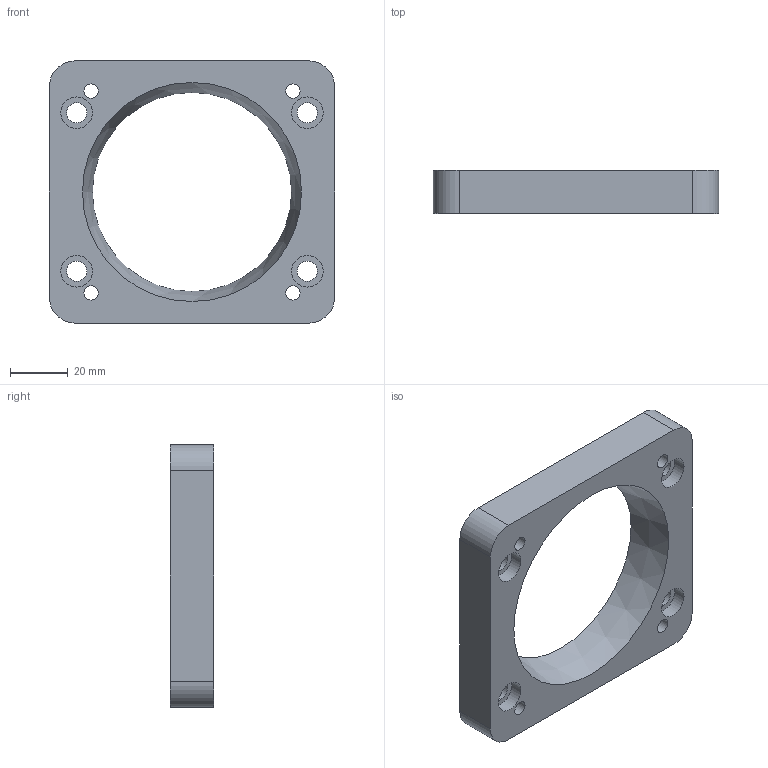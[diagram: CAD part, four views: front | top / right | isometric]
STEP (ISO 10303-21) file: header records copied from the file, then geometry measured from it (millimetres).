
FILE_DESCRIPTION(/* description */ (''),/* implementation_level */ '2;1');
FILE_NAME(/* name */ 'Bride_DBW_V2 v2.step',/* time_stamp */ '2024-09-17T10:59:40+02:00',/* author */ (''),/* organization */ (''),/* preprocessor_version */ 'ST-DEVELOPER v20',/* originating_system */ 'Autodesk Translation Framework v13.14.0.145',/* authorisation */ '');
FILE_SCHEMA (('AUTOMOTIVE_DESIGN { 1 0 10303 214 3 1 1 }'));
Length unit declared in the file: millimetre
Products named in the file (1): Bride_DBW_V2
Bounding box: 99 x 15 x 91 mm (x, y, z)
Volume: 67553 mm3; surface area: 20594.7 mm2
Topology: 1 solids, 1 shells, 27 faces, 63 edges, 42 vertices
Faces by surface type: cylinder 16, plane 10, cone 1
Full cylindrical faces by diameter (mm): 5 x4, 7 x4, 11 x4
Entity records: 860 total; most frequent: DIRECTION 153, CARTESIAN_POINT 133, ORIENTED_EDGE 126, EDGE_CURVE 63, AXIS2_PLACEMENT_3D 62, EDGE_LOOP 49, VERTEX_POINT 42, CIRCLE 34
